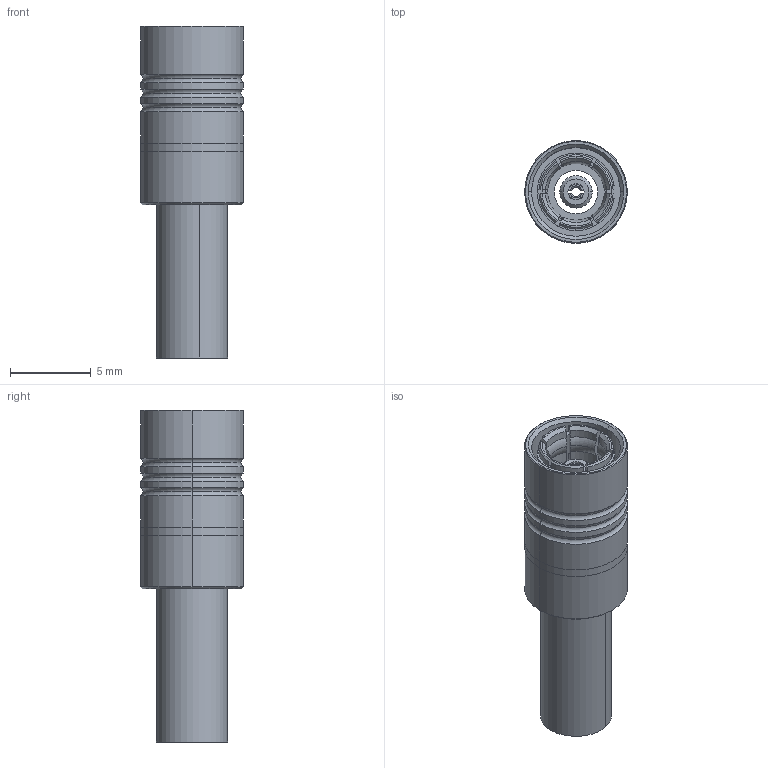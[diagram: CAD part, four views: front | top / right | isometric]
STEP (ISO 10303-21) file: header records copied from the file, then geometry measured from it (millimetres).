
FILE_DESCRIPTION (( 'STEP AP214' ), '1' );
FILE_NAME ('32-005-D3-AE.STEP', '2024-09-06T07:40:35', ( '' ), ( '' ), 'SwSTEP 2.0', 'SolidWorks 2024', '' );
FILE_SCHEMA (( 'AUTOMOTIVE_DESIGN' ));
Length unit declared in the file: millimetre
Products named in the file (1): 32-005-D3-AE
Bounding box: 6.35 x 6.35 x 20.55 mm (x, y, z)
Surface area: 788.2 mm2 (no closed solid volume)
Topology: 0 solids, 9 shells, 123 faces, 394 edges, 274 vertices
Faces by surface type: cylinder 42, plane 35, torus 24, cone 22
Entity records: 4454 total; most frequent: CARTESIAN_POINT 1004, DIRECTION 744, ORIENTED_EDGE 654, EDGE_CURVE 394, AXIS2_PLACEMENT_3D 278, VERTEX_POINT 274, LINE 188, VECTOR 188
